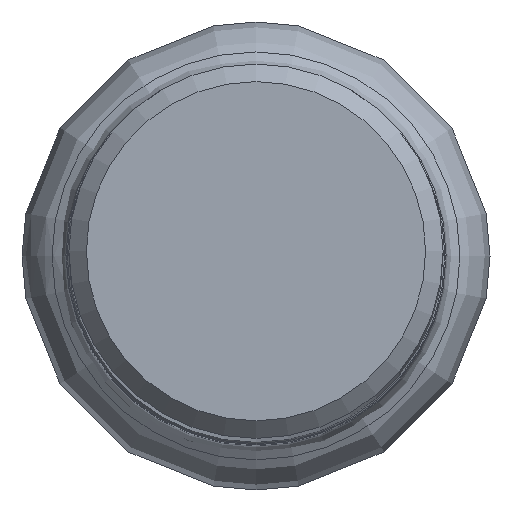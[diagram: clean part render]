
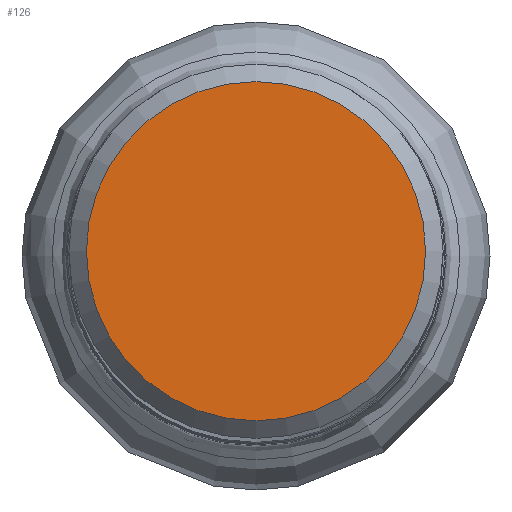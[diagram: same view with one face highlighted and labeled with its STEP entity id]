
A CAD part, top view. The second image highlights one B-rep face of the part: STEP entity #126.
In plain terms, the highlighted planar face has unit normal (0, 0, 1).
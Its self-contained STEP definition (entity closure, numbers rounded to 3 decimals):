
#101=FACE_OUTER_BOUND('',#189,.T.);
#108=PLANE('',#405);
#126=ADVANCED_FACE('',(#101),#108,.T.);
#189=EDGE_LOOP('',(#223));
#223=ORIENTED_EDGE('',*,*,#268,.F.);
#250=VERTEX_POINT('',#563);
#268=EDGE_CURVE('',#250,#250,#285,.T.);
#285=CIRCLE('',#404,14.496);
#404=AXIS2_PLACEMENT_3D('',#562,#475,#476);
#405=AXIS2_PLACEMENT_3D('',#564,#477,#478);
#475=DIRECTION('',(0.,0.,-1.));
#476=DIRECTION('',(-1.,0.,0.));
#477=DIRECTION('',(0.,0.,1.));
#478=DIRECTION('',(1.,0.,0.));
#562=CARTESIAN_POINT('',(0.,0.,0.));
#563=CARTESIAN_POINT('',(-14.496,0.,0.));
#564=CARTESIAN_POINT('',(-14.496,0.,0.));
